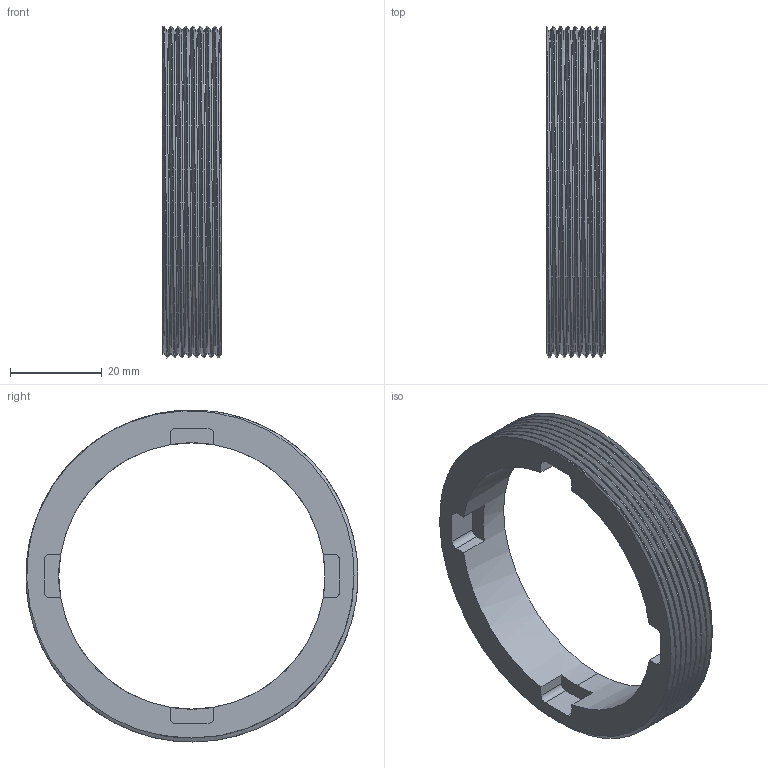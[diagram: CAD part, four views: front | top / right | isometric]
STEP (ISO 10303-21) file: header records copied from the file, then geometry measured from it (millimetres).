
FILE_DESCRIPTION (( 'STEP AP214' ), '1' );
FILE_NAME ('forward-retaining-ring.STEP', '2021-04-17T21:09:29', ( '' ), ( '' ), 'SwSTEP 2.0', 'SolidWorks 2020', '' );
FILE_SCHEMA (( 'AUTOMOTIVE_DESIGN' ));
Length unit declared in the file: inch
Products named in the file (1): forward-retaining-ring
Bounding box: 12.7 x 72.18 x 72.2 mm (x, y, z)
Volume: 16376.9 mm3; surface area: 9786.8 mm2
Topology: 1 solids, 1 shells, 48 faces, 137 edges, 91 vertices
Faces by surface type: cylinder 27, plane 18, bspline 3
Entity records: 3056 total; most frequent: CARTESIAN_POINT 1855, ORIENTED_EDGE 274, DIRECTION 218, EDGE_CURVE 137, VERTEX_POINT 91, AXIS2_PLACEMENT_3D 76, VECTOR 66, LINE 66
